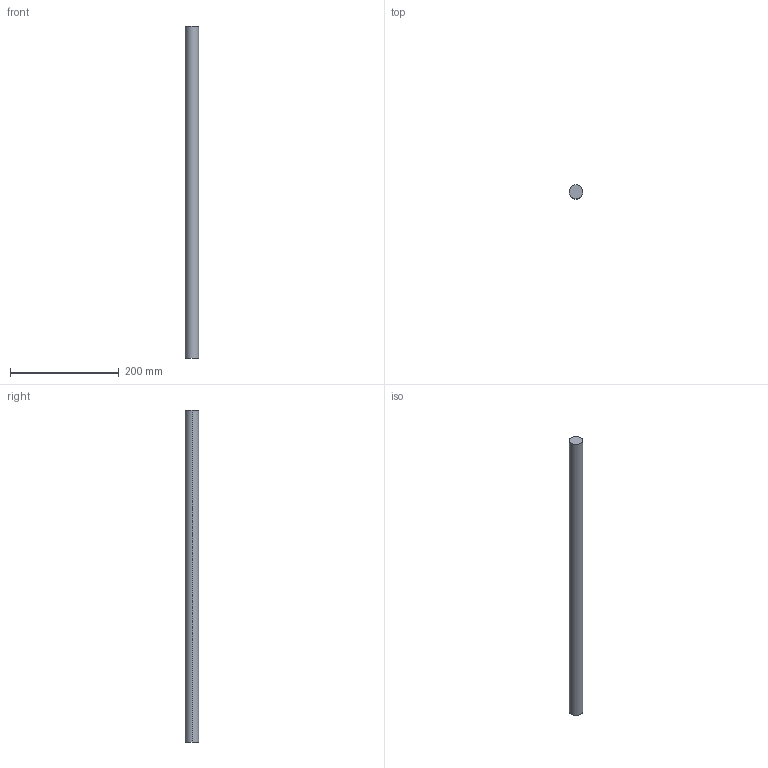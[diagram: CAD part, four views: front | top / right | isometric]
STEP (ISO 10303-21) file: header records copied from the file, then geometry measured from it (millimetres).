
FILE_DESCRIPTION (( 'STEP AP203' ), '1' );
FILE_NAME ('ShaftRailAssembly_05AD987F54.step', '2021-08-03T19:17:31', ( '' ), ( '' ), 'SwSTEP 2.0', 'SolidWorks 2019', '' );
FILE_SCHEMA (( 'CONFIG_CONTROL_DESIGN' ));
Length unit declared in the file: inch
Products named in the file (3): ShaftRailAssembly_05AD987F54; aXUTfyetk8_CADModel_0
Assembly tree (1 placements, depth 2):
  ShaftRailAssembly_05AD987F54
    aXUTfyetk8_CADModel_0
  aXUTfyetk8_CADModel_0
Bounding box: 25.4 x 25.4 x 609.6 mm (x, y, z)
Volume: 308888.9 mm3; surface area: 49657.3 mm2
Topology: 1 solids, 1 shells, 4 faces, 6 edges, 4 vertices
Faces by surface type: cylinder 2, plane 2
Entity records: 372 total; most frequent: DIRECTION 28, PERSON_AND_ORGANIZATION 25, CARTESIAN_POINT 19, DATE_AND_TIME 17, CALENDAR_DATE 17, LOCAL_TIME 17, COORDINATED_UNIVERSAL_TIME_OFFSET 17, CC_DESIGN_PERSON_AND_ORGANIZATION_ASSIGNMENT 16
